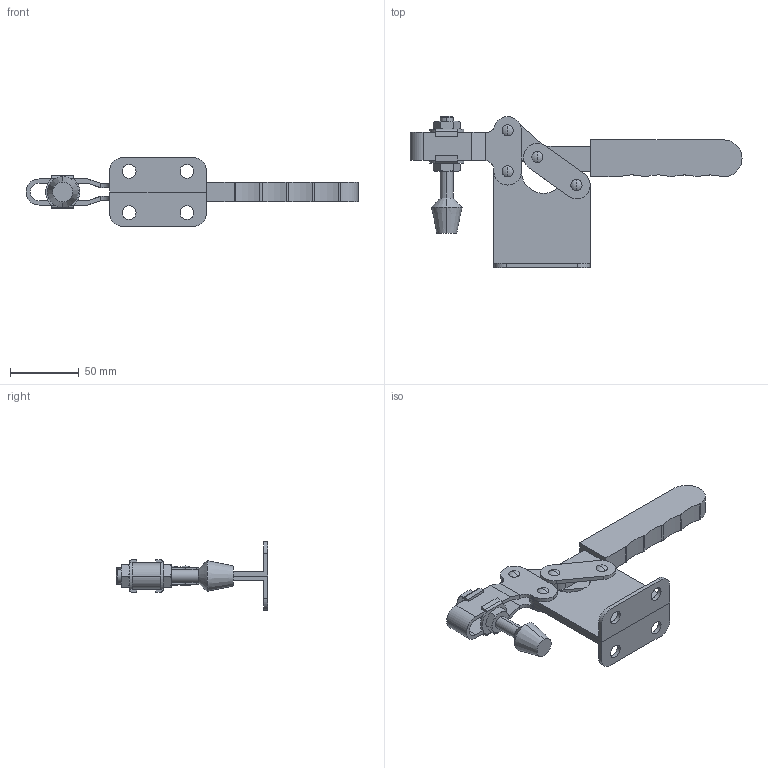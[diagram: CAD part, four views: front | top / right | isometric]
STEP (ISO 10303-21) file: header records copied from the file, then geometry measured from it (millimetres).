
FILE_DESCRIPTION (( 'STEP AP214' ), '1' );
FILE_NAME ('GH-200-WH(Â²¤Æ).STEP', '2020-07-15T01:25:24', ( 'LinWei' ), ( '' ), 'SwSTEP 2.0', 'SolidWorks 2016', '' );
FILE_SCHEMA (( 'AUTOMOTIVE_DESIGN' ));
Length unit declared in the file: millimetre
Products named in the file (6): Group5^GH-220-WH(簡化); Group4^GH-200-WH(簡化); Group3^GH-200-WH(簡化); Group2^GH-200-WH(簡化); Group1^GH-200-WH(簡化); GH-200-WH(簡化)
Assembly tree (5 placements, depth 2):
  GH-200-WH(簡化)
    Group1^GH-200-WH(簡化)
    Group2^GH-200-WH(簡化)
    Group3^GH-200-WH(簡化)
    Group4^GH-200-WH(簡化)
    Group5^GH-220-WH(簡化)
Bounding box: 241.4 x 110 x 50 mm (x, y, z)
Volume: 118452.7 mm3; surface area: 52132.4 mm2
Topology: 5 solids, 5 shells, 233 faces, 582 edges, 376 vertices
Faces by surface type: plane 101, cylinder 94, cone 30, sphere 8
Entity records: 8284 total; most frequent: CARTESIAN_POINT 1483, DIRECTION 1239, ORIENTED_EDGE 1164, EDGE_CURVE 582, AXIS2_PLACEMENT_3D 468, VERTEX_POINT 376, LINE 303, VECTOR 303
